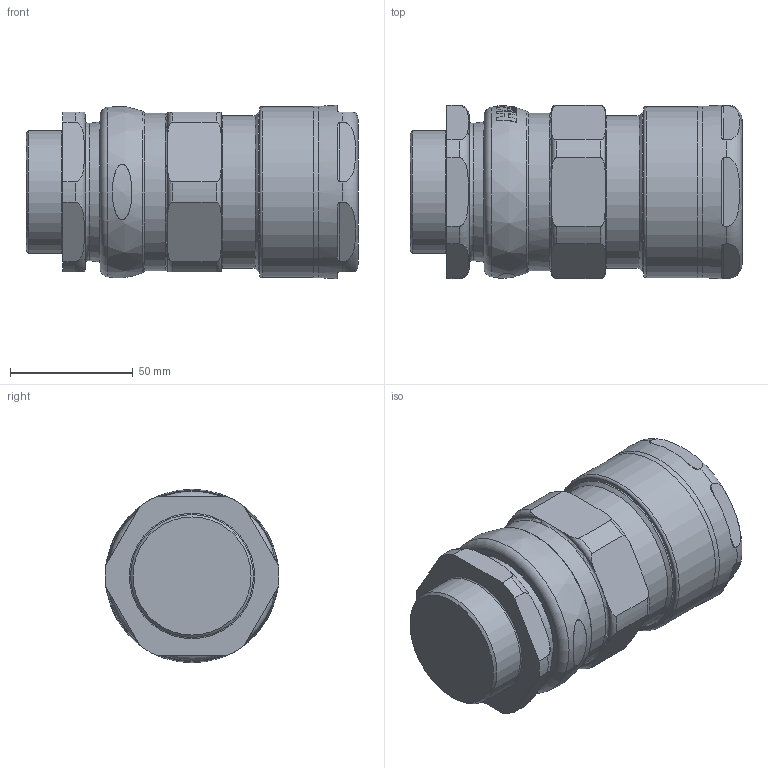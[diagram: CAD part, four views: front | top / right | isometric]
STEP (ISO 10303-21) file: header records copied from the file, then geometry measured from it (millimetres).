
FILE_DESCRIPTION(/* description */ (''),/* implementation_level */ '2;1');
FILE_NAME(/* name */ '711_X D.stp',/* time_stamp */ '2019-08-05T10:00:23+06:00',/* author */ ('vinaykumark'),/* organization */ (''),/* preprocessor_version */ 'ST-DEVELOPER v16.13',/* originating_system */ 'Autodesk Inventor 2018',/* authorisation */ '');
FILE_SCHEMA (('AUTOMOTIVE_DESIGN { 1 0 10303 214 3 1 1 }'));
Length unit declared in the file: millimetre
Products named in the file (1): 711_X A
Bounding box: 135.03 x 70.77 x 70.54 mm (x, y, z)
Volume: 621065.6 mm3; surface area: 114195.1 mm2
Topology: 10 solids, 10 shells, 1032 faces, 2685 edges, 1686 vertices
Faces by surface type: plane 444, cone 160, bspline 156, torus 151, cylinder 121
Full cylindrical faces by diameter (mm): 44.5 x1, 47.6 x1, 50 x1, 52 x1, 52.6 x2, 56.4 x1, 56.44 x1, 57.2 x2, 57.4 x1, 57.44 x1, 60.325 x1, 62.08 x1, 62.2 x1, 63 x1, 63.95 x1, 65 x1, 69.6 x1
Entity records: 36853 total; most frequent: CARTESIAN_POINT 12041, ORIENTED_EDGE 5212, DIRECTION 4697, EDGE_CURVE 2606, AXIS2_PLACEMENT_3D 1934, VERTEX_POINT 1677, EDGE_LOOP 1161, STYLED_ITEM 1042
